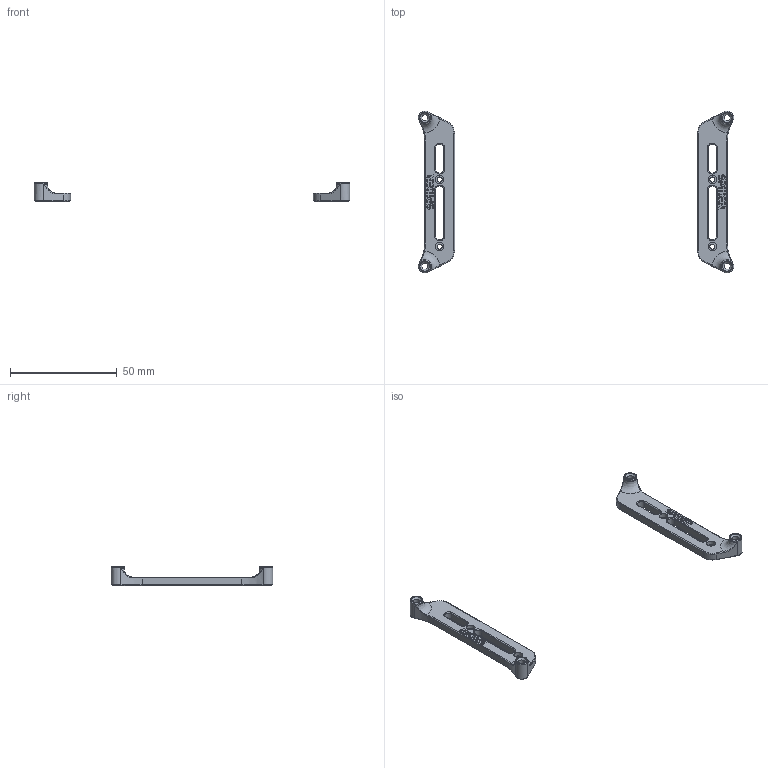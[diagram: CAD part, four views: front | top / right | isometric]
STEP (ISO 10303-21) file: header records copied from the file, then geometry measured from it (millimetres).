
FILE_DESCRIPTION(/* description */ (''),/* implementation_level */ '2;1');
FILE_NAME(/* name */ 'board-DIN-bracket.step',/* time_stamp */ '2022-06-09T10:09:40-04:00',/* author */ (''),/* organization */ (''),/* preprocessor_version */ 'ST-DEVELOPER v19',/* originating_system */ 'Autodesk Translation Framework v11.7.0.108',/* authorisation */ '');
FILE_SCHEMA (('AUTOMOTIVE_DESIGN { 1 0 10303 214 3 1 1 }'));
Length unit declared in the file: millimetre
Products named in the file (1): Spider Bracket
Bounding box: 148.1 x 75.9 x 9 mm (x, y, z)
Volume: 7142.1 mm3; surface area: 6115.5 mm2
Topology: 2 solids, 2 shells, 378 faces, 968 edges, 608 vertices
Faces by surface type: plane 172, bspline 102, cylinder 48, cone 32, torus 24
Full cylindrical faces by diameter (mm): 2.4 x4, 2.9 x4, 4 x4, 6.1 x4
Entity records: 11931 total; most frequent: CARTESIAN_POINT 3321, ORIENTED_EDGE 1920, DIRECTION 1478, EDGE_CURVE 960, VERTEX_POINT 608, LINE 588, VECTOR 588, AXIS2_PLACEMENT_3D 445
